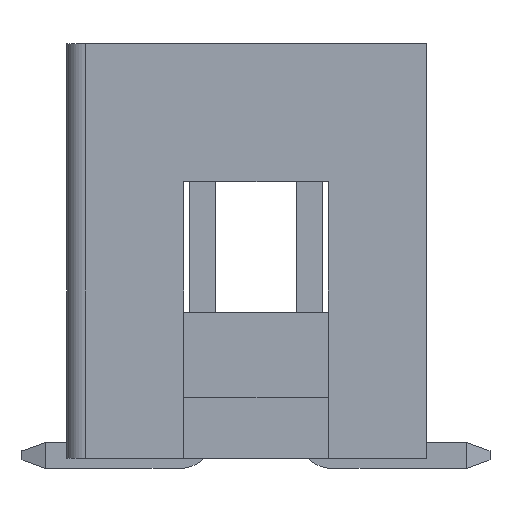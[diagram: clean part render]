
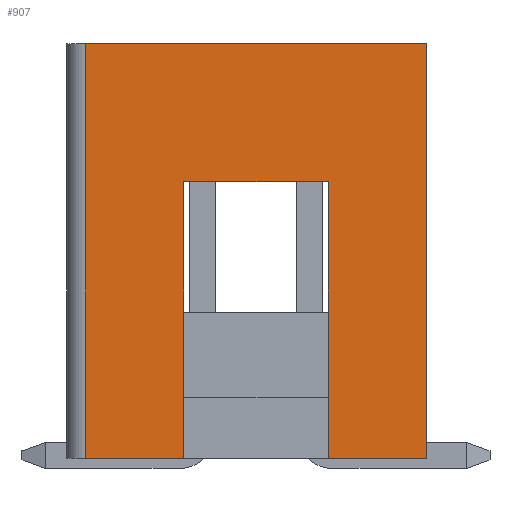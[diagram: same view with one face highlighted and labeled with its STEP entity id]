
A CAD part, left-side view. The second image highlights one B-rep face of the part: STEP entity #907.
In plain terms, the highlighted planar face has unit normal (-1, 0, 0).
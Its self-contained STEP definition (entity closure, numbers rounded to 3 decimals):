
#96 = VERTEX_POINT('',#97);
#97 = CARTESIAN_POINT('',(-4.928,4.064,10.16));
#112 = VERTEX_POINT('',#113);
#113 = CARTESIAN_POINT('',(-4.928,4.064,0.254));
#119 = EDGE_CURVE('',#112,#96,#120,.T.);
#120 = LINE('',#121,#122);
#121 = CARTESIAN_POINT('',(-4.928,4.064,1.016));
#122 = VECTOR('',#123,1.);
#123 = DIRECTION('',(0.,0.,1.));
#310 = EDGE_CURVE('',#96,#311,#313,.T.);
#311 = VERTEX_POINT('',#312);
#312 = CARTESIAN_POINT('',(-4.928,-4.064,10.16));
#313 = LINE('',#314,#315);
#314 = CARTESIAN_POINT('',(-4.928,4.064,10.16));
#315 = VECTOR('',#316,1.);
#316 = DIRECTION('',(0.,-1.,0.));
#907 = ADVANCED_FACE('',(#908),#958,.T.);
#908 = FACE_BOUND('',#909,.T.);
#909 = EDGE_LOOP('',(#910,#920,#928,#934,#935,#936,#944,#952));
#910 = ORIENTED_EDGE('',*,*,#911,.T.);
#911 = EDGE_CURVE('',#912,#914,#916,.T.);
#912 = VERTEX_POINT('',#913);
#913 = CARTESIAN_POINT('',(-4.928,-1.727,6.858));
#914 = VERTEX_POINT('',#915);
#915 = CARTESIAN_POINT('',(-4.928,-1.727,0.254));
#916 = LINE('',#917,#918);
#917 = CARTESIAN_POINT('',(-4.928,-1.727,6.858));
#918 = VECTOR('',#919,1.);
#919 = DIRECTION('',(-0.,-0.,-1.));
#920 = ORIENTED_EDGE('',*,*,#921,.F.);
#921 = EDGE_CURVE('',#922,#914,#924,.T.);
#922 = VERTEX_POINT('',#923);
#923 = CARTESIAN_POINT('',(-4.928,-4.064,0.254));
#924 = LINE('',#925,#926);
#925 = CARTESIAN_POINT('',(-4.928,4.064,0.254));
#926 = VECTOR('',#927,1.);
#927 = DIRECTION('',(-0.,1.,-0.));
#928 = ORIENTED_EDGE('',*,*,#929,.T.);
#929 = EDGE_CURVE('',#922,#311,#930,.T.);
#930 = LINE('',#931,#932);
#931 = CARTESIAN_POINT('',(-4.928,-4.064,1.016));
#932 = VECTOR('',#933,1.);
#933 = DIRECTION('',(0.,0.,1.));
#934 = ORIENTED_EDGE('',*,*,#310,.F.);
#935 = ORIENTED_EDGE('',*,*,#119,.F.);
#936 = ORIENTED_EDGE('',*,*,#937,.F.);
#937 = EDGE_CURVE('',#938,#112,#940,.T.);
#938 = VERTEX_POINT('',#939);
#939 = CARTESIAN_POINT('',(-4.928,1.727,0.254));
#940 = LINE('',#941,#942);
#941 = CARTESIAN_POINT('',(-4.928,4.064,0.254));
#942 = VECTOR('',#943,1.);
#943 = DIRECTION('',(-0.,1.,-0.));
#944 = ORIENTED_EDGE('',*,*,#945,.F.);
#945 = EDGE_CURVE('',#946,#938,#948,.T.);
#946 = VERTEX_POINT('',#947);
#947 = CARTESIAN_POINT('',(-4.928,1.727,6.858));
#948 = LINE('',#949,#950);
#949 = CARTESIAN_POINT('',(-4.928,1.727,6.858));
#950 = VECTOR('',#951,1.);
#951 = DIRECTION('',(-0.,-0.,-1.));
#952 = ORIENTED_EDGE('',*,*,#953,.F.);
#953 = EDGE_CURVE('',#912,#946,#954,.T.);
#954 = LINE('',#955,#956);
#955 = CARTESIAN_POINT('',(-4.928,-1.727,6.858));
#956 = VECTOR('',#957,1.);
#957 = DIRECTION('',(0.,1.,0.));
#958 = PLANE('',#959);
#959 = AXIS2_PLACEMENT_3D('',#960,#961,#962);
#960 = CARTESIAN_POINT('',(-4.928,-4.064,1.016));
#961 = DIRECTION('',(-1.,0.,0.));
#962 = DIRECTION('',(0.,0.,1.));
